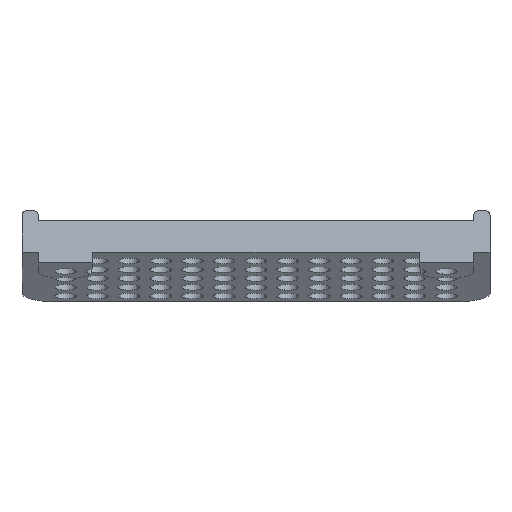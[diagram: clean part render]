
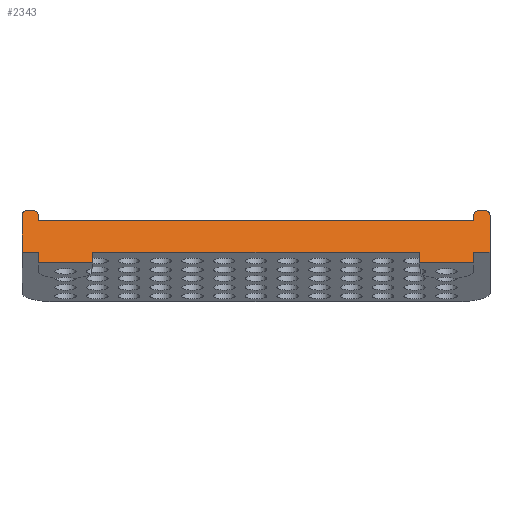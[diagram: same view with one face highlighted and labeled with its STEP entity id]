
A CAD part, front view. The second image highlights one B-rep face of the part: STEP entity #2343.
In plain terms, the highlighted planar face has unit normal (0, -0.966, 0.259).
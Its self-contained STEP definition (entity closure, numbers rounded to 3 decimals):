
#170=PLANE('',#2630);
#281=FACE_OUTER_BOUND('',#520,.T.);
#520=EDGE_LOOP('',(#2130,#2131,#2132,#2133,#2134,#2135,#2136,#2137,#2138,
#2139,#2140,#2141,#2142,#2143,#2144,#2145,#2146,#2147,#2148,#2149));
#527=LINE('',#3368,#672);
#530=LINE('',#3384,#675);
#533=LINE('',#3402,#678);
#539=LINE('',#3666,#684);
#554=LINE('',#3716,#699);
#557=LINE('',#3722,#702);
#566=LINE('',#3760,#711);
#571=LINE('',#3780,#716);
#572=LINE('',#3783,#717);
#578=LINE('',#3799,#723);
#582=LINE('',#3814,#727);
#583=LINE('',#3817,#728);
#588=LINE('',#3829,#733);
#659=LINE('',#3974,#804);
#663=LINE('',#3980,#808);
#665=LINE('',#3985,#810);
#672=VECTOR('',#2649,10.);
#675=VECTOR('',#2662,10.);
#678=VECTOR('',#2677,10.);
#684=VECTOR('',#2941,10.);
#699=VECTOR('',#2992,10.);
#702=VECTOR('',#2997,10.);
#711=VECTOR('',#3042,10.);
#716=VECTOR('',#3065,10.);
#717=VECTOR('',#3068,10.);
#723=VECTOR('',#3086,10.);
#727=VECTOR('',#3102,10.);
#728=VECTOR('',#3105,10.);
#733=VECTOR('',#3118,10.);
#804=VECTOR('',#3329,10.);
#808=VECTOR('',#3337,10.);
#810=VECTOR('',#3345,10.);
#953=CIRCLE('',#2496,1.);
#957=CIRCLE('',#2502,1.);
#963=CIRCLE('',#2515,1.);
#968=CIRCLE('',#2523,1.);
#991=VERTEX_POINT('',#3365);
#992=VERTEX_POINT('',#3367);
#999=VERTEX_POINT('',#3381);
#1000=VERTEX_POINT('',#3383);
#1008=VERTEX_POINT('',#3399);
#1009=VERTEX_POINT('',#3401);
#1138=VERTEX_POINT('',#3665);
#1145=VERTEX_POINT('',#3682);
#1146=VERTEX_POINT('',#3683);
#1150=VERTEX_POINT('',#3695);
#1151=VERTEX_POINT('',#3696);
#1157=VERTEX_POINT('',#3720);
#1161=VERTEX_POINT('',#3731);
#1162=VERTEX_POINT('',#3732);
#1167=VERTEX_POINT('',#3749);
#1174=VERTEX_POINT('',#3778);
#1175=VERTEX_POINT('',#3782);
#1184=VERTEX_POINT('',#3812);
#1185=VERTEX_POINT('',#3816);
#1192=VERTEX_POINT('',#3972);
#1201=EDGE_CURVE('',#991,#992,#527,.T.);
#1209=EDGE_CURVE('',#999,#1000,#530,.T.);
#1218=EDGE_CURVE('',#1008,#1009,#533,.T.);
#1350=EDGE_CURVE('',#1009,#1138,#539,.T.);
#1358=EDGE_CURVE('',#1145,#1146,#953,.T.);
#1364=EDGE_CURVE('',#1150,#1151,#957,.T.);
#1375=EDGE_CURVE('',#1150,#1146,#554,.T.);
#1378=EDGE_CURVE('',#1145,#1157,#557,.T.);
#1382=EDGE_CURVE('',#1161,#1162,#963,.T.);
#1391=EDGE_CURVE('',#1138,#1167,#968,.T.);
#1397=EDGE_CURVE('',#1167,#1161,#566,.T.);
#1406=EDGE_CURVE('',#999,#1174,#571,.T.);
#1407=EDGE_CURVE('',#992,#1175,#572,.T.);
#1416=EDGE_CURVE('',#1175,#1174,#578,.T.);
#1424=EDGE_CURVE('',#1008,#1184,#582,.T.);
#1425=EDGE_CURVE('',#1000,#1185,#583,.T.);
#1432=EDGE_CURVE('',#1185,#1184,#588,.T.);
#1505=EDGE_CURVE('',#1157,#1192,#659,.T.);
#1509=EDGE_CURVE('',#1162,#1192,#663,.T.);
#1511=EDGE_CURVE('',#1151,#991,#665,.T.);
#2130=ORIENTED_EDGE('',*,*,#1364,.F.);
#2131=ORIENTED_EDGE('',*,*,#1375,.T.);
#2132=ORIENTED_EDGE('',*,*,#1358,.F.);
#2133=ORIENTED_EDGE('',*,*,#1378,.T.);
#2134=ORIENTED_EDGE('',*,*,#1505,.T.);
#2135=ORIENTED_EDGE('',*,*,#1509,.F.);
#2136=ORIENTED_EDGE('',*,*,#1382,.F.);
#2137=ORIENTED_EDGE('',*,*,#1397,.F.);
#2138=ORIENTED_EDGE('',*,*,#1391,.F.);
#2139=ORIENTED_EDGE('',*,*,#1350,.F.);
#2140=ORIENTED_EDGE('',*,*,#1218,.F.);
#2141=ORIENTED_EDGE('',*,*,#1424,.T.);
#2142=ORIENTED_EDGE('',*,*,#1432,.F.);
#2143=ORIENTED_EDGE('',*,*,#1425,.F.);
#2144=ORIENTED_EDGE('',*,*,#1209,.F.);
#2145=ORIENTED_EDGE('',*,*,#1406,.T.);
#2146=ORIENTED_EDGE('',*,*,#1416,.F.);
#2147=ORIENTED_EDGE('',*,*,#1407,.F.);
#2148=ORIENTED_EDGE('',*,*,#1201,.F.);
#2149=ORIENTED_EDGE('',*,*,#1511,.F.);
#2343=ADVANCED_FACE('',(#281),#170,.T.);
#2496=AXIS2_PLACEMENT_3D('',#3684,#2956,#2957);
#2502=AXIS2_PLACEMENT_3D('',#3697,#2970,#2971);
#2515=AXIS2_PLACEMENT_3D('',#3733,#3008,#3009);
#2523=AXIS2_PLACEMENT_3D('',#3750,#3028,#3029);
#2630=AXIS2_PLACEMENT_3D('',#3986,#3346,#3347);
#2649=DIRECTION('',(-1.,0.,0.));
#2662=DIRECTION('',(-1.,0.,0.));
#2677=DIRECTION('',(-1.,0.,0.));
#2941=DIRECTION('',(0.,0.259,0.966));
#2956=DIRECTION('center_axis',(0.,0.966,-0.259));
#2957=DIRECTION('ref_axis',(-0.707,0.183,0.683));
#2970=DIRECTION('center_axis',(0.,0.966,-0.259));
#2971=DIRECTION('ref_axis',(0.707,0.183,0.683));
#2992=DIRECTION('',(-1.,0.,0.));
#2997=DIRECTION('',(0.,-0.259,-0.966));
#3008=DIRECTION('center_axis',(0.,0.966,-0.259));
#3009=DIRECTION('ref_axis',(0.707,0.183,0.683));
#3028=DIRECTION('center_axis',(0.,0.966,-0.259));
#3029=DIRECTION('ref_axis',(-0.707,0.183,0.683));
#3042=DIRECTION('',(1.,0.,0.));
#3065=DIRECTION('',(0.,-0.259,-0.966));
#3068=DIRECTION('',(0.,-0.259,-0.966));
#3086=DIRECTION('',(-1.,0.,0.));
#3102=DIRECTION('',(0.,-0.259,-0.966));
#3105=DIRECTION('',(0.,-0.259,-0.966));
#3118=DIRECTION('',(-1.,0.,0.));
#3329=DIRECTION('',(-1.,0.,0.));
#3337=DIRECTION('',(0.,-0.259,-0.966));
#3345=DIRECTION('',(0.,-0.259,-0.966));
#3346=DIRECTION('center_axis',(0.,-0.966,
0.259));
#3347=DIRECTION('ref_axis',(1.,0.,0.));
#3365=CARTESIAN_POINT('',(86.,0.448,-2.191));
#3367=CARTESIAN_POINT('',(83.,0.448,-2.191));
#3368=CARTESIAN_POINT('',(86.,0.448,-2.191));
#3381=CARTESIAN_POINT('',(73.,0.448,-2.191));
#3383=CARTESIAN_POINT('',(13.,0.448,-2.191));
#3384=CARTESIAN_POINT('',(86.,0.448,-2.191));
#3399=CARTESIAN_POINT('',(3.,0.448,-2.191));
#3401=CARTESIAN_POINT('',(0.,0.448,-2.191));
#3402=CARTESIAN_POINT('',(86.,0.448,-2.191));
#3665=CARTESIAN_POINT('',(0.,2.26,4.571));
#3666=CARTESIAN_POINT('',(0.,2.001,3.605));
#3682=CARTESIAN_POINT('',(83.,2.26,4.571));
#3683=CARTESIAN_POINT('',(84.,2.519,5.537));
#3684=CARTESIAN_POINT('Origin',(84.,2.26,4.571));
#3695=CARTESIAN_POINT('',(85.,2.519,5.537));
#3696=CARTESIAN_POINT('',(86.,2.26,4.571));
#3697=CARTESIAN_POINT('Origin',(85.,2.26,4.571));
#3716=CARTESIAN_POINT('',(86.,2.519,5.537));
#3720=CARTESIAN_POINT('',(83.,2.001,3.605));
#3722=CARTESIAN_POINT('',(83.,2.519,5.537));
#3731=CARTESIAN_POINT('',(2.,2.519,5.537));
#3732=CARTESIAN_POINT('',(3.,2.26,4.571));
#3733=CARTESIAN_POINT('Origin',(2.,2.26,4.571));
#3749=CARTESIAN_POINT('',(1.,2.519,5.537));
#3750=CARTESIAN_POINT('Origin',(1.,2.26,4.571));
#3760=CARTESIAN_POINT('',(0.,2.519,5.537));
#3778=CARTESIAN_POINT('',(73.,-0.069,-4.123));
#3780=CARTESIAN_POINT('',(73.,0.448,-2.191));
#3782=CARTESIAN_POINT('',(83.,-0.069,-4.123));
#3783=CARTESIAN_POINT('',(83.,0.448,-2.191));
#3799=CARTESIAN_POINT('',(86.,-0.069,-4.123));
#3812=CARTESIAN_POINT('',(3.,-0.069,-4.123));
#3814=CARTESIAN_POINT('',(3.,0.448,-2.191));
#3816=CARTESIAN_POINT('',(13.,-0.069,-4.123));
#3817=CARTESIAN_POINT('',(13.,0.448,-2.191));
#3829=CARTESIAN_POINT('',(86.,-0.069,-4.123));
#3972=CARTESIAN_POINT('',(3.,2.001,3.605));
#3974=CARTESIAN_POINT('',(0.,2.001,3.605));
#3980=CARTESIAN_POINT('',(3.,2.519,5.537));
#3985=CARTESIAN_POINT('',(86.,0.966,-0.259));
#3986=CARTESIAN_POINT('Origin',(43.,0.707,-1.225));
